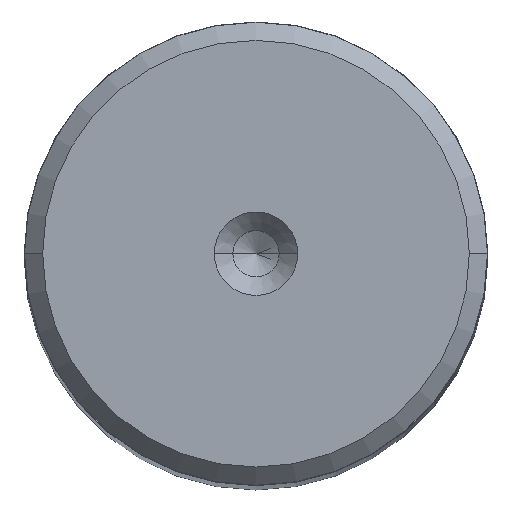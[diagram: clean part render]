
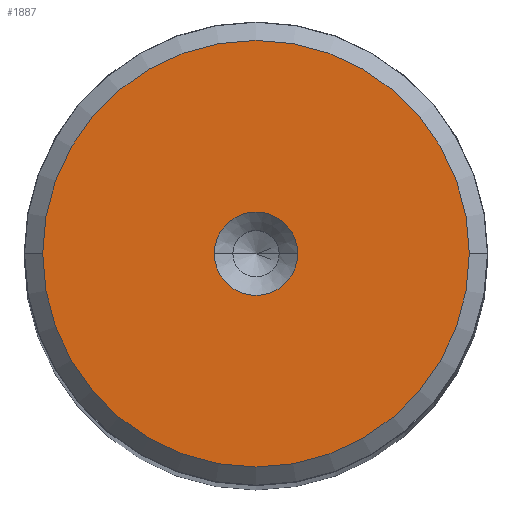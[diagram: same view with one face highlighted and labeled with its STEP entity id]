
A CAD part, top view. The second image highlights one B-rep face of the part: STEP entity #1887.
In plain terms, the highlighted planar face has unit normal (0, 0, 1).
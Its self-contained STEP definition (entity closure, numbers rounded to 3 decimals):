
#51 = CARTESIAN_POINT ( 'NONE',  ( 0., 0., 140. ) ) ;
#60 = AXIS2_PLACEMENT_3D ( 'NONE', #420, #1703, #1877 ) ;
#62 = DIRECTION ( 'NONE',  ( 1., 0., 0. ) ) ;
#89 = DIRECTION ( 'NONE',  ( 1., 0., 0. ) ) ;
#122 = CARTESIAN_POINT ( 'NONE',  ( -2.25, 0., 140. ) ) ;
#129 = DIRECTION ( 'NONE',  ( 0., 0., 1. ) ) ;
#299 = CARTESIAN_POINT ( 'NONE',  ( -11.509, 0., 140. ) ) ;
#338 = EDGE_CURVE ( 'NONE', #1143, #446, #1027, .T. ) ;
#420 = CARTESIAN_POINT ( 'NONE',  ( 0., 0., 140. ) ) ;
#421 = DIRECTION ( 'NONE',  ( 0., 0., 1. ) ) ;
#430 = CARTESIAN_POINT ( 'NONE',  ( 0., 0., 140. ) ) ;
#446 = VERTEX_POINT ( 'NONE', #826 ) ;
#548 = AXIS2_PLACEMENT_3D ( 'NONE', #430, #799, #89 ) ;
#714 = CIRCLE ( 'NONE', #1741, 11.509 ) ;
#728 = DIRECTION ( 'NONE',  ( 0., 0., 1. ) ) ;
#799 = DIRECTION ( 'NONE',  ( 0., 0., 1. ) ) ;
#813 = PLANE ( 'NONE',  #548 ) ;
#826 = CARTESIAN_POINT ( 'NONE',  ( 2.25, 0., 140. ) ) ;
#840 = DIRECTION ( 'NONE',  ( 1., 0., 0. ) ) ;
#844 = CIRCLE ( 'NONE', #60, 11.509 ) ;
#960 = VERTEX_POINT ( 'NONE', #1923 ) ;
#975 = EDGE_CURVE ( 'NONE', #1160, #960, #714, .T. ) ;
#1002 = CIRCLE ( 'NONE', #2338, 2.25 ) ;
#1027 = CIRCLE ( 'NONE', #1052, 2.25 ) ;
#1052 = AXIS2_PLACEMENT_3D ( 'NONE', #51, #421, #62 ) ;
#1085 = ORIENTED_EDGE ( 'NONE', *, *, #1714, .F. ) ;
#1143 = VERTEX_POINT ( 'NONE', #122 ) ;
#1160 = VERTEX_POINT ( 'NONE', #299 ) ;
#1188 = ORIENTED_EDGE ( 'NONE', *, *, #975, .T. ) ;
#1271 = DIRECTION ( 'NONE',  ( 1., 0., 0. ) ) ;
#1359 = ORIENTED_EDGE ( 'NONE', *, *, #338, .F. ) ;
#1507 = EDGE_LOOP ( 'NONE', ( #1188, #2103 ) ) ;
#1703 = DIRECTION ( 'NONE',  ( 0., 0., 1. ) ) ;
#1714 = EDGE_CURVE ( 'NONE', #446, #1143, #1002, .T. ) ;
#1741 = AXIS2_PLACEMENT_3D ( 'NONE', #2136, #129, #840 ) ;
#1851 = FACE_BOUND ( 'NONE', #2061, .T. ) ;
#1877 = DIRECTION ( 'NONE',  ( 1., 0., 0. ) ) ;
#1887 = ADVANCED_FACE ( 'NONE', ( #1851, #2221 ), #813, .T. ) ;
#1923 = CARTESIAN_POINT ( 'NONE',  ( 11.509, 0., 140. ) ) ;
#1983 = EDGE_CURVE ( 'NONE', #960, #1160, #844, .T. ) ;
#2006 = CARTESIAN_POINT ( 'NONE',  ( 0., 0., 140. ) ) ;
#2061 = EDGE_LOOP ( 'NONE', ( #1085, #1359 ) ) ;
#2103 = ORIENTED_EDGE ( 'NONE', *, *, #1983, .T. ) ;
#2136 = CARTESIAN_POINT ( 'NONE',  ( 0., 0., 140. ) ) ;
#2221 = FACE_OUTER_BOUND ( 'NONE', #1507, .T. ) ;
#2338 = AXIS2_PLACEMENT_3D ( 'NONE', #2006, #728, #1271 ) ;
